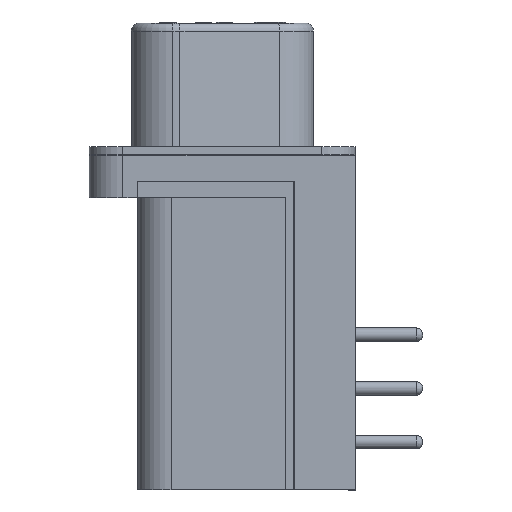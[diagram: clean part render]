
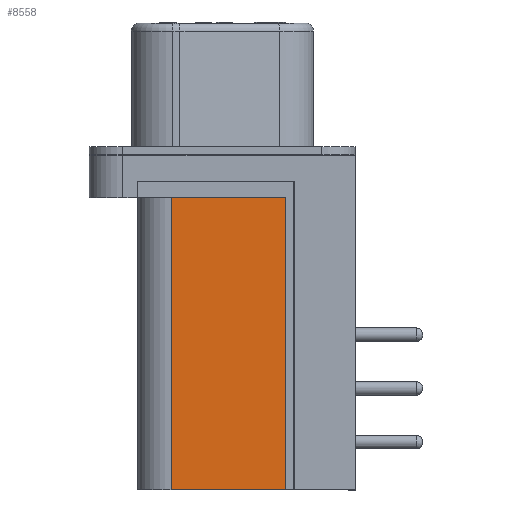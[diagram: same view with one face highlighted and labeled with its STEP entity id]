
A CAD part, left-side view. The second image highlights one B-rep face of the part: STEP entity #8558.
In plain terms, the highlighted planar face has unit normal (-1, 0, 0).
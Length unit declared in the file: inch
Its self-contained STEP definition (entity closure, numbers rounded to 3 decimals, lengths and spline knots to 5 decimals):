
#1138 = CARTESIAN_POINT ( 'NONE',  ( 0.26, 0.406, -0.064 ) ) ;
#1145 = PLANE ( 'NONE',  #1207 ) ;
#1147 = DIRECTION ( 'NONE',  ( 1., 0., 0. ) ) ;
#1148 = DIRECTION ( 'NONE',  ( 0., 0., -1. ) ) ;
#1207 = AXIS2_PLACEMENT_3D ( 'NONE', #1138, #1147, #1148 ) ;
#1457 = FACE_OUTER_BOUND ( 'NONE', #11678, .T. ) ;
#6553 = CARTESIAN_POINT ( 'NONE',  ( 0.26, 0.406, -0.095 ) ) ;
#6555 = CARTESIAN_POINT ( 'NONE',  ( 0.26, 0.406, -0.064 ) ) ;
#6556 = CARTESIAN_POINT ( 'NONE',  ( 0.26, 0.114, -0.064 ) ) ;
#6617 = VERTEX_POINT ( 'NONE', #6553 ) ;
#6619 = VERTEX_POINT ( 'NONE', #6555 ) ;
#6620 = VERTEX_POINT ( 'NONE', #6556 ) ;
#6660 = VERTEX_POINT ( 'NONE', #12344 ) ;
#6662 = VERTEX_POINT ( 'NONE', #12346 ) ;
#6693 = VERTEX_POINT ( 'NONE', #12377 ) ;
#7993 = EDGE_CURVE ( 'NONE', #6619, #6620, #13471, .T. ) ;
#7998 = EDGE_CURVE ( 'NONE', #6619, #6617, #13481, .T. ) ;
#8053 = EDGE_CURVE ( 'NONE', #6660, #6662, #13573, .T. ) ;
#8104 = EDGE_CURVE ( 'NONE', #6617, #6693, #13666, .T. ) ;
#8108 = EDGE_CURVE ( 'NONE', #6693, #6660, #13673, .T. ) ;
#8109 = EDGE_CURVE ( 'NONE', #6620, #6662, #13675, .T. ) ;
#8558 = ADVANCED_FACE ( 'NONE', ( #1457 ), #1145, .F. ) ;
#9260 = ORIENTED_EDGE ( 'NONE', *, *, #7998, .T. ) ;
#9261 = ORIENTED_EDGE ( 'NONE', *, *, #8104, .T. ) ;
#9262 = ORIENTED_EDGE ( 'NONE', *, *, #8108, .T. ) ;
#9263 = ORIENTED_EDGE ( 'NONE', *, *, #8053, .T. ) ;
#9264 = ORIENTED_EDGE ( 'NONE', *, *, #8109, .F. ) ;
#9265 = ORIENTED_EDGE ( 'NONE', *, *, #7993, .F. ) ;
#11678 = EDGE_LOOP ( 'NONE', ( #9260, #9261, #9262, #9263, #9264, #9265 ) ) ;
#12344 = CARTESIAN_POINT ( 'NONE',  ( 0.26, 0.3435, -0.639 ) ) ;
#12346 = CARTESIAN_POINT ( 'NONE',  ( 0.26, 0.114, -0.639 ) ) ;
#12377 = CARTESIAN_POINT ( 'NONE',  ( 0.26, 0.3435, -0.095 ) ) ;
#13471 = LINE ( 'NONE', #14692, #13474 ) ;
#13474 = VECTOR ( 'NONE', #14693, 39.37008 ) ;
#13481 = LINE ( 'NONE', #14701, #13484 ) ;
#13484 = VECTOR ( 'NONE', #14703, 39.37008 ) ;
#13573 = LINE ( 'NONE', #14823, #13577 ) ;
#13577 = VECTOR ( 'NONE', #14829, 39.37008 ) ;
#13666 = LINE ( 'NONE', #14934, #13668 ) ;
#13668 = VECTOR ( 'NONE', #14935, 39.37008 ) ;
#13673 = LINE ( 'NONE', #14950, #13676 ) ;
#13675 = LINE ( 'NONE', #14952, #13678 ) ;
#13676 = VECTOR ( 'NONE', #14951, 39.37008 ) ;
#13678 = VECTOR ( 'NONE', #14953, 39.37008 ) ;
#14692 = CARTESIAN_POINT ( 'NONE',  ( 0.26, 0.406, -0.064 ) ) ;
#14693 = DIRECTION ( 'NONE',  ( 0., -1., 0. ) ) ;
#14701 = CARTESIAN_POINT ( 'NONE',  ( 0.26, 0.406, -0.064 ) ) ;
#14703 = DIRECTION ( 'NONE',  ( 0., 0., -1. ) ) ;
#14823 = CARTESIAN_POINT ( 'NONE',  ( 0.26, 0.406, -0.639 ) ) ;
#14829 = DIRECTION ( 'NONE',  ( 0., -1., 0. ) ) ;
#14934 = CARTESIAN_POINT ( 'NONE',  ( 0.26, 0.406, -0.095 ) ) ;
#14935 = DIRECTION ( 'NONE',  ( 0., -1., 0. ) ) ;
#14950 = CARTESIAN_POINT ( 'NONE',  ( 0.26, 0.3435, -0.064 ) ) ;
#14951 = DIRECTION ( 'NONE',  ( 0., 0., -1. ) ) ;
#14952 = CARTESIAN_POINT ( 'NONE',  ( 0.26, 0.114, -0.064 ) ) ;
#14953 = DIRECTION ( 'NONE',  ( 0., 0., -1. ) ) ;
